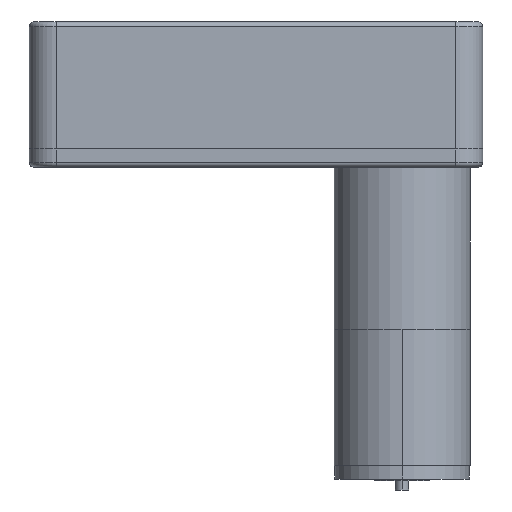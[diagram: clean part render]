
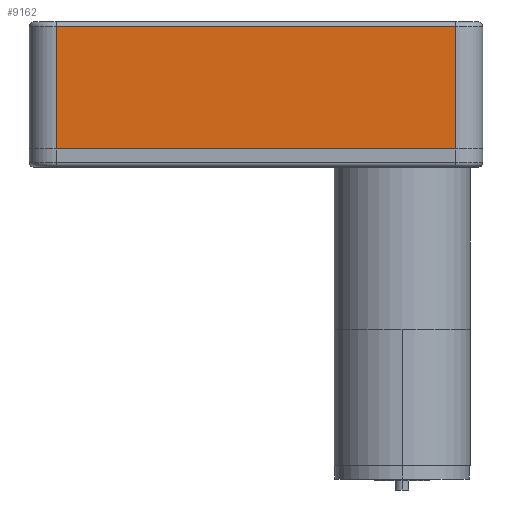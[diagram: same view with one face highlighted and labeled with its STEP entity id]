
A CAD part, front view. The second image highlights one B-rep face of the part: STEP entity #9162.
In plain terms, the highlighted planar face has unit normal (0, -1, 0).
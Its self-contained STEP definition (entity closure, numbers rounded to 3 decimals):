
#120 = CARTESIAN_POINT ( 'NONE',  ( -34.919, -22.837, 0. ) ) ;
#371 = DIRECTION ( 'NONE',  ( 0., 0., 1. ) ) ;
#1136 = EDGE_CURVE ( 'NONE', #3648, #8527, #4558, .T. ) ;
#1235 = CARTESIAN_POINT ( 'NONE',  ( 9.081, -22.837, 0. ) ) ;
#1289 = CARTESIAN_POINT ( 'NONE',  ( -34.919, -22.837, 13.5 ) ) ;
#1582 = CARTESIAN_POINT ( 'NONE',  ( 9.081, -22.837, 13.5 ) ) ;
#1611 = LINE ( 'NONE', #2570, #3347 ) ;
#1766 = VECTOR ( 'NONE', #9324, 1000. ) ;
#2315 = CARTESIAN_POINT ( 'NONE',  ( -34.919, -22.837, 14. ) ) ;
#2570 = CARTESIAN_POINT ( 'NONE',  ( -34.919, -22.837, 13.5 ) ) ;
#2595 = ORIENTED_EDGE ( 'NONE', *, *, #1136, .T. ) ;
#2629 = EDGE_CURVE ( 'NONE', #8527, #8361, #1611, .T. ) ;
#3028 = EDGE_LOOP ( 'NONE', ( #2595, #6678, #3036, #7296 ) ) ;
#3036 = ORIENTED_EDGE ( 'NONE', *, *, #4829, .T. ) ;
#3051 = DIRECTION ( 'NONE',  ( 0., 0., -1. ) ) ;
#3347 = VECTOR ( 'NONE', #8539, 1000. ) ;
#3571 = FACE_OUTER_BOUND ( 'NONE', #3028, .T. ) ;
#3648 = VERTEX_POINT ( 'NONE', #1235 ) ;
#4066 = VECTOR ( 'NONE', #3051, 1000. ) ;
#4558 = LINE ( 'NONE', #8573, #6299 ) ;
#4817 = DIRECTION ( 'NONE',  ( 0., 1., 0. ) ) ;
#4829 = EDGE_CURVE ( 'NONE', #8361, #5733, #6058, .T. ) ;
#5686 = DIRECTION ( 'NONE',  ( 0., 0., 1. ) ) ;
#5733 = VERTEX_POINT ( 'NONE', #120 ) ;
#6058 = LINE ( 'NONE', #2315, #4066 ) ;
#6291 = PLANE ( 'NONE',  #8986 ) ;
#6299 = VECTOR ( 'NONE', #5686, 1000. ) ;
#6678 = ORIENTED_EDGE ( 'NONE', *, *, #2629, .T. ) ;
#7296 = ORIENTED_EDGE ( 'NONE', *, *, #8633, .T. ) ;
#7698 = LINE ( 'NONE', #8575, #1766 ) ;
#8361 = VERTEX_POINT ( 'NONE', #1289 ) ;
#8527 = VERTEX_POINT ( 'NONE', #1582 ) ;
#8539 = DIRECTION ( 'NONE',  ( -1., 0., 0. ) ) ;
#8573 = CARTESIAN_POINT ( 'NONE',  ( 9.081, -22.837, 14. ) ) ;
#8575 = CARTESIAN_POINT ( 'NONE',  ( -37.919, -22.837, 0. ) ) ;
#8633 = EDGE_CURVE ( 'NONE', #5733, #3648, #7698, .T. ) ;
#8986 = AXIS2_PLACEMENT_3D ( 'NONE', #9280, #4817, #371 ) ;
#9162 = ADVANCED_FACE ( 'NONE', ( #3571 ), #6291, .F. ) ;
#9280 = CARTESIAN_POINT ( 'NONE',  ( -37.919, -22.837, 14. ) ) ;
#9324 = DIRECTION ( 'NONE',  ( 1., 0., 0. ) ) ;
